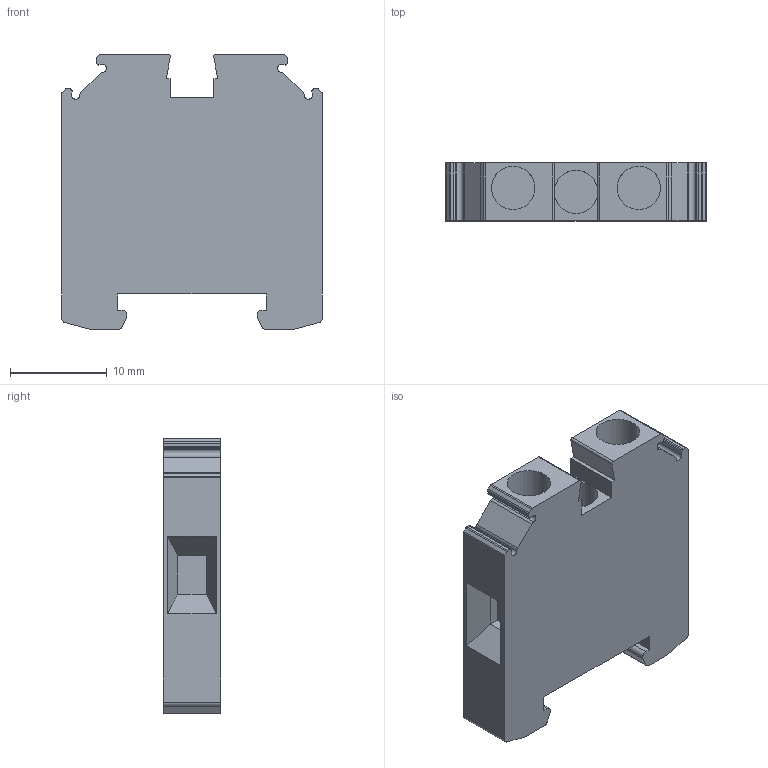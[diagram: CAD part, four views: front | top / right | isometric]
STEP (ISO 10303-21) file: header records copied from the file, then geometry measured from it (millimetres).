
FILE_DESCRIPTION( ( 'Unknown' ), '1' );
FILE_NAME( 'CGMT4.stp', 'Unknown', ( 'Unknown' ), ( 'Unknown' ), 'PSStep 14.0', 'Unknown', ' ' );
FILE_SCHEMA( ( 'AUTOMOTIVE_DESIGN { 1 0 10303 214 1 1 1 1 }' ) );
Length unit declared in the file: millimetre
Products named in the file (1): 1
Bounding box: 27 x 6 x 28.5 mm (x, y, z)
Volume: 3489.9 mm3; surface area: 2509.4 mm2
Topology: 1 solids, 1 shells, 101 faces, 274 edges, 179 vertices
Faces by surface type: plane 64, cylinder 37
Full cylindrical faces by diameter (mm): 4.5 x3
Entity records: 4020 total; most frequent: CARTESIAN_POINT 594, DIRECTION 546, ORIENTED_EDGE 542, EDGE_CURVE 271, LINE 196, VECTOR 196, VERTEX_POINT 179, AXIS2_PLACEMENT_3D 175
